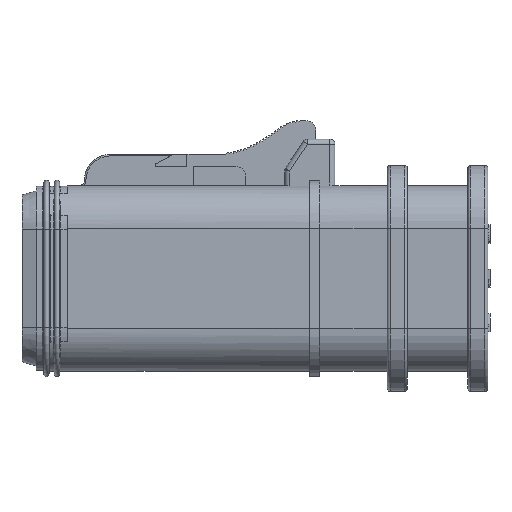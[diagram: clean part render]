
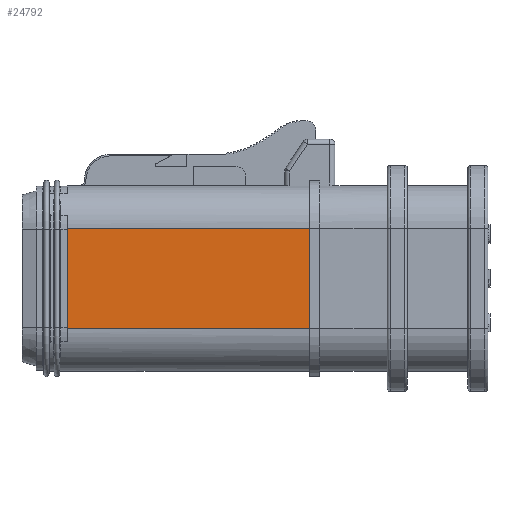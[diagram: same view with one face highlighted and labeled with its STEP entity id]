
A CAD part, left-side view. The second image highlights one B-rep face of the part: STEP entity #24792.
In plain terms, the highlighted planar face has unit normal (-1, 0, 0).
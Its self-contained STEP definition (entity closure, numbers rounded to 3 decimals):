
#495=DIRECTION('',(0.,-1.,0.));
#496=VECTOR('',#495,24.08);
#497=CARTESIAN_POINT('',(-9.125,27.1,4.975));
#498=LINE('',#497,#496);
#796=DIRECTION('',(0.,1.,0.));
#797=VECTOR('',#796,24.08);
#798=CARTESIAN_POINT('',(-9.125,3.02,-4.975));
#799=LINE('',#798,#797);
#1072=DIRECTION('',(0.,0.,-1.));
#1073=VECTOR('',#1072,9.95);
#1074=CARTESIAN_POINT('',(-9.125,3.02,4.975));
#1075=LINE('',#1074,#1073);
#8742=DIRECTION('',(0.,0.,1.));
#8743=VECTOR('',#8742,9.95);
#8744=CARTESIAN_POINT('',(-9.125,27.1,-4.975));
#8745=LINE('',#8744,#8743);
#11683=CARTESIAN_POINT('',(-9.125,3.02,-4.975));
#11685=VERTEX_POINT('',#11683);
#11701=CARTESIAN_POINT('',(-9.125,3.02,4.975));
#11702=VERTEX_POINT('',#11701);
#12340=CARTESIAN_POINT('',(-9.125,27.1,-4.975));
#12341=CARTESIAN_POINT('',(-9.125,27.1,4.975));
#12342=VERTEX_POINT('',#12340);
#12343=VERTEX_POINT('',#12341);
#24781=CARTESIAN_POINT('',(-9.125,0.,-9.225));
#24782=DIRECTION('',(-1.,0.,0.));
#24783=DIRECTION('',(0.,0.,1.));
#24784=AXIS2_PLACEMENT_3D('',#24781,#24782,#24783);
#24785=PLANE('',#24784);
#24786=ORIENTED_EDGE('',*,*,#24580,.T.);
#24787=ORIENTED_EDGE('',*,*,#13719,.T.);
#24788=ORIENTED_EDGE('',*,*,#14097,.T.);
#24789=ORIENTED_EDGE('',*,*,#13921,.T.);
#24790=EDGE_LOOP('',(#24786,#24787,#24788,#24789));
#24791=FACE_OUTER_BOUND('',#24790,.F.);
#24792=ADVANCED_FACE('',(#24791),#24785,.T.);
#13719=EDGE_CURVE('',#12343,#11702,#498,.T.);
#13921=EDGE_CURVE('',#11685,#12342,#799,.T.);
#14097=EDGE_CURVE('',#11702,#11685,#1075,.T.);
#24580=EDGE_CURVE('',#12342,#12343,#8745,.T.);
